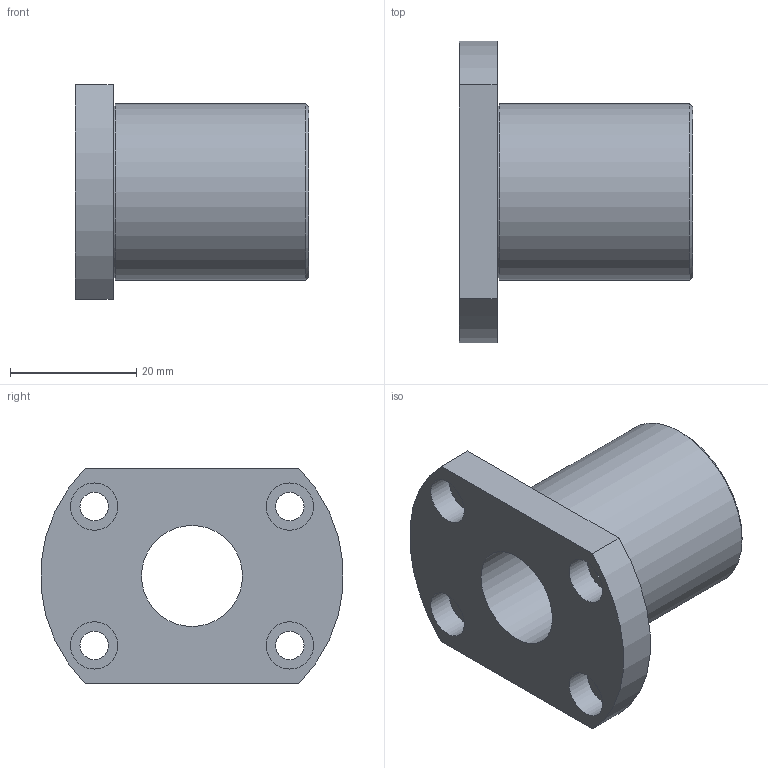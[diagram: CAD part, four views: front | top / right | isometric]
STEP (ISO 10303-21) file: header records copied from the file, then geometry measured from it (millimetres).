
FILE_DESCRIPTION (( 'STEP AP203' ), '1' );
FILE_NAME ('LMEH16UU.STEP', '2016-05-05T18:24:32', ( '' ), ( '' ), 'SwSTEP 2.0', 'SolidWorks 2010', '' );
FILE_SCHEMA (( 'CONFIG_CONTROL_DESIGN' ));
Length unit declared in the file: millimetre
Products named in the file (1): LMEH16UU
Bounding box: 37 x 47.82 x 34 mm (x, y, z)
Volume: 19665.7 mm3; surface area: 8455.1 mm2
Topology: 1 solids, 1 shells, 26 faces, 51 edges, 34 vertices
Faces by surface type: cylinder 14, plane 11, cone 1
Full cylindrical faces by diameter (mm): 4.5 x4, 7.5 x4, 16 x1, 27.4 x1, 28 x1, 28.6 x1
Entity records: 707 total; most frequent: DIRECTION 120, CARTESIAN_POINT 97, ORIENTED_EDGE 74, EDGE_LOOP 56, AXIS2_PLACEMENT_3D 56, FACE_OUTER_BOUND 38, EDGE_CURVE 37, VERTEX_POINT 33
